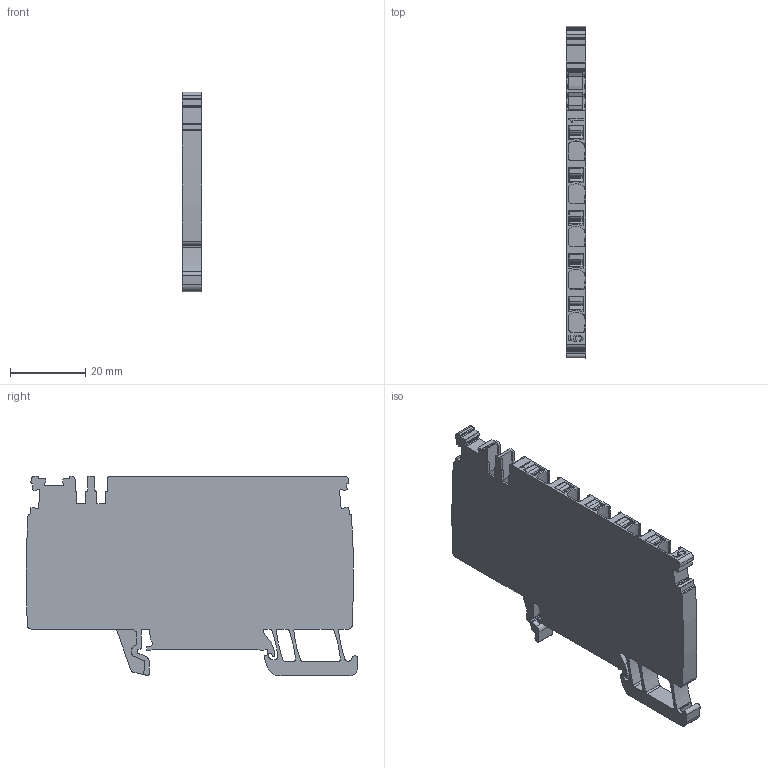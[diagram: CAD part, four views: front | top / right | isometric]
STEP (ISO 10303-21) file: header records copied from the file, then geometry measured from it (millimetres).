
FILE_DESCRIPTION(('CATIA V5 STEP Exchange','CAx-IF Rec.Pracs.--- Model Styling and Organization---1.5--- 2016-08-15','CAx-IF Rec.Pracs.---Supplemental Geometry---1.0---2011-11-01','CAx-IF Rec.Pracs.--- Composite Materials ---1.1---2010-07-15'),'2;1');
FILE_NAME ('D1463030_1', '2024-05-29T08:45:41+00:00', ('none'), ('Weidmueller'), 'CATIA Version 5-6 Release 2022 SP4 HF5', 'CATIA V5 STEP AP214 v3', 'none');
FILE_SCHEMA(('AUTOMOTIVE_DESIGN { 1 0 10303 214 1 1 1 1 }'));
Length unit declared in the file: millimetre
Products named in the file (1): 2503880000_AAP12_2-5_LI_OR
Bounding box: 5.1 x 88.35 x 53.13 mm (x, y, z)
Volume: 18036.6 mm3; surface area: 10887.8 mm2
Topology: 1 solids, 1 shells, 599 faces, 1764 edges, 1176 vertices
Faces by surface type: plane 312, cylinder 248, extrusion 39
Entity records: 20694 total; most frequent: CARTESIAN_POINT 4725, ORIENTED_EDGE 3528, DIRECTION 2597, EDGE_CURVE 1764, VECTOR 1201, VERTEX_POINT 1176, LINE 1162, AXIS2_PLACEMENT_3D 934
